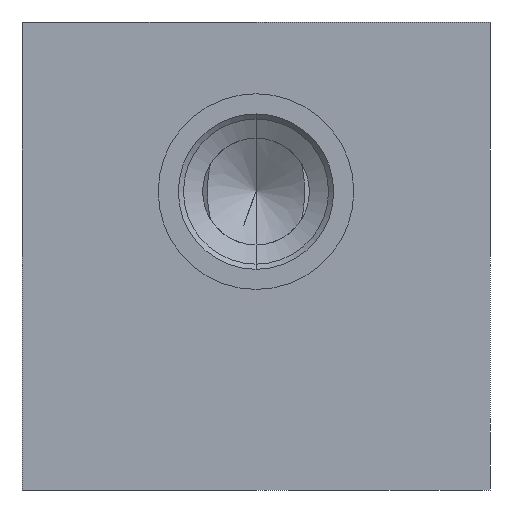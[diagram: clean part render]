
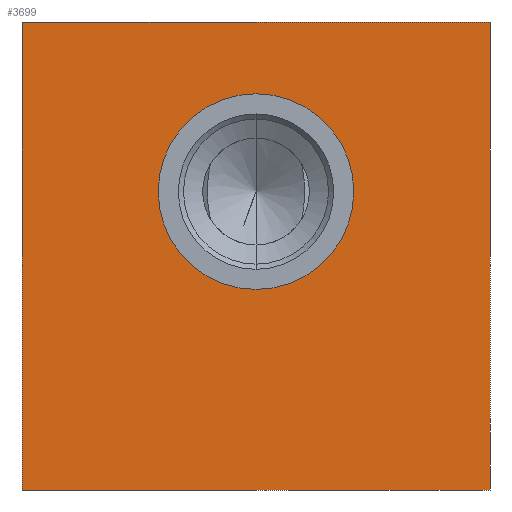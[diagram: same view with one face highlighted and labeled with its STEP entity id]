
A CAD part, left-side view. The second image highlights one B-rep face of the part: STEP entity #3699.
In plain terms, the highlighted planar face has unit normal (-1, 0, 0).
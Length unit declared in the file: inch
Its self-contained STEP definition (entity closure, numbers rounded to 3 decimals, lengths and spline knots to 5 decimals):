
#1=DIRECTION('',(0.,-1.,0.));
#2=VECTOR('',#1,5.);
#3=CARTESIAN_POINT('',(0.,0.,0.));
#4=LINE('',#3,#2);
#37=DIRECTION('',(0.,0.,1.));
#38=VECTOR('',#37,5.);
#39=CARTESIAN_POINT('',(0.,0.,0.));
#40=LINE('',#39,#38);
#41=CARTESIAN_POINT('',(0.,-2.5,3.188));
#42=DIRECTION('',(1.,0.,0.));
#43=DIRECTION('',(0.,0.,-1.));
#44=AXIS2_PLACEMENT_3D('',#41,#42,#43);
#46=CARTESIAN_POINT('',(0.,-2.5,3.188));
#47=DIRECTION('',(1.,0.,0.));
#48=DIRECTION('',(0.,0.,1.));
#49=AXIS2_PLACEMENT_3D('',#46,#47,#48);
#99=DIRECTION('',(0.,0.,1.));
#100=VECTOR('',#99,5.);
#101=CARTESIAN_POINT('',(0.,-5.,0.));
#102=LINE('',#101,#100);
#123=DIRECTION('',(0.,-1.,0.));
#124=VECTOR('',#123,5.);
#125=CARTESIAN_POINT('',(0.,0.,5.));
#126=LINE('',#125,#124);
#3209=CARTESIAN_POINT('',(0.,0.,0.));
#3210=CARTESIAN_POINT('',(0.,-5.,0.));
#3211=VERTEX_POINT('',#3209);
#3212=VERTEX_POINT('',#3210);
#3217=CARTESIAN_POINT('',(0.,0.,5.));
#3218=CARTESIAN_POINT('',(0.,-5.,5.));
#3219=VERTEX_POINT('',#3217);
#3220=VERTEX_POINT('',#3218);
#3469=CARTESIAN_POINT('',(0.,-2.5,2.143));
#3470=CARTESIAN_POINT('',(0.,-2.5,4.233));
#3471=VERTEX_POINT('',#3469);
#3472=VERTEX_POINT('',#3470);
#3679=CARTESIAN_POINT('',(0.,0.,0.));
#3680=DIRECTION('',(-1.,0.,0.));
#3681=DIRECTION('',(0.,-1.,0.));
#3682=AXIS2_PLACEMENT_3D('',#3679,#3680,#3681);
#3683=PLANE('',#3682);
#3684=ORIENTED_EDGE('',*,*,#3656,.F.);
#3686=ORIENTED_EDGE('',*,*,#3685,.T.);
#3688=ORIENTED_EDGE('',*,*,#3687,.T.);
#3690=ORIENTED_EDGE('',*,*,#3689,.F.);
#3691=EDGE_LOOP('',(#3684,#3686,#3688,#3690));
#3692=FACE_OUTER_BOUND('',#3691,.F.);
#3694=ORIENTED_EDGE('',*,*,#3693,.F.);
#3696=ORIENTED_EDGE('',*,*,#3695,.F.);
#3697=EDGE_LOOP('',(#3694,#3696));
#3698=FACE_BOUND('',#3697,.F.);
#3699=ADVANCED_FACE('',(#3692,#3698),#3683,.T.);
#45=CIRCLE('',#44,1.045);
#50=CIRCLE('',#49,1.045);
#3656=EDGE_CURVE('',#3211,#3212,#4,.T.);
#3685=EDGE_CURVE('',#3211,#3219,#40,.T.);
#3687=EDGE_CURVE('',#3219,#3220,#126,.T.);
#3689=EDGE_CURVE('',#3212,#3220,#102,.T.);
#3693=EDGE_CURVE('',#3471,#3472,#45,.T.);
#3695=EDGE_CURVE('',#3472,#3471,#50,.T.);
